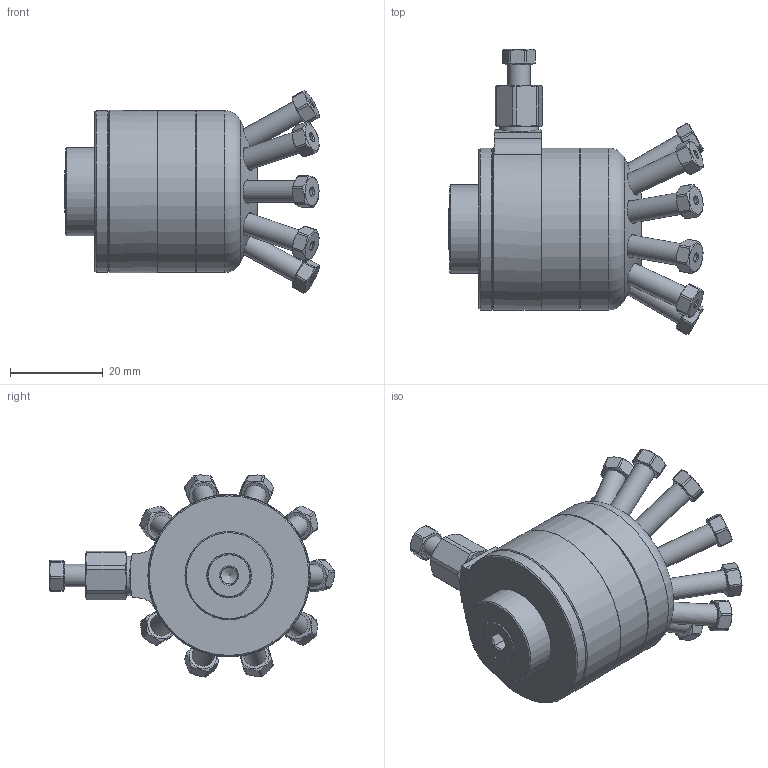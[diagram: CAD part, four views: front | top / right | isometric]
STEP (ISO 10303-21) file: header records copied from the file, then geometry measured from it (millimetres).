
FILE_DESCRIPTION((''),'2;1');
FILE_NAME('313428-DV22-3110 Mini diaphragm valve 10 port.stp','2013-08-14T10:23:02',('Franzp'),(''),'Autodesk Inventor 2013','Autodesk Inventor 2013','');
FILE_SCHEMA(('AUTOMOTIVE_DESIGN { 1 0 10303 214 1 1 1 1 }'));
Length unit declared in the file: millimetre
Products named in the file (1): 313428_Shrinkwrap_1
Bounding box: 54.81 x 61.61 x 43.6 mm (x, y, z)
Surface area: 11752.6 mm2 (no closed solid volume)
Topology: 0 solids, 26 shells, 298 faces, 912 edges, 663 vertices
Faces by surface type: plane 137, cylinder 114, cone 46, torus 1
Full cylindrical faces by diameter (mm): 1.71 x10, 1.727 x1, 4.7 x10, 4.826 x1, 5.08 x10, 8.382 x1, 8.64 x1, 19.05 x1, 34.925 x3, 35.05 x1
Entity records: 10196 total; most frequent: CARTESIAN_POINT 2638, DIRECTION 1400, ORIENTED_EDGE 1352, EDGE_CURVE 775, VERTEX_POINT 613, AXIS2_PLACEMENT_3D 583, EDGE_LOOP 448, FACE_OUTER_BOUND 298
